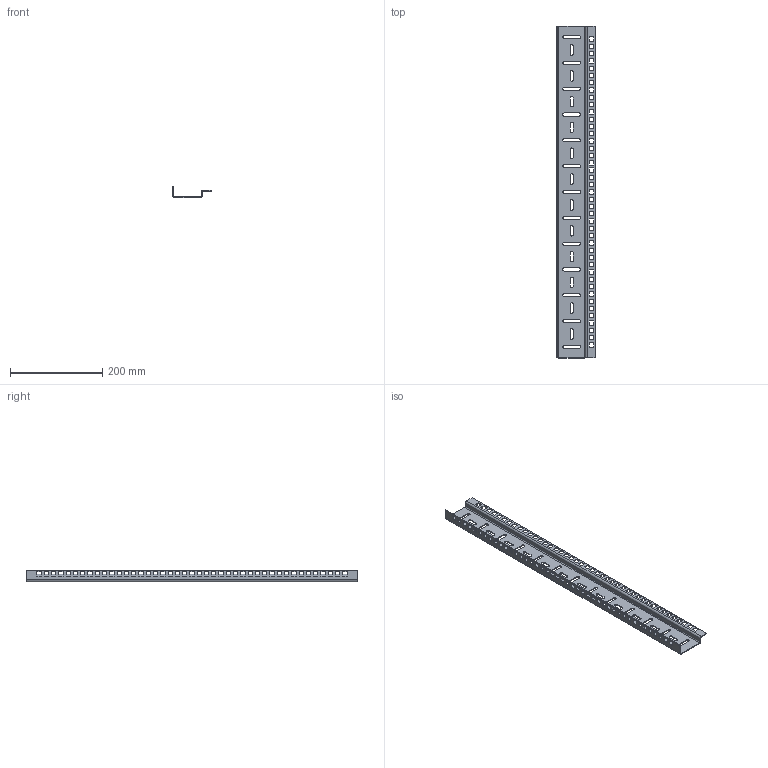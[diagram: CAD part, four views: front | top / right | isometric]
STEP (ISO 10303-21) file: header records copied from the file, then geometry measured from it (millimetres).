
FILE_DESCRIPTION(/* description */ (''),/* implementation_level */ '2;1');
FILE_NAME(/* name */ 'Mounting Profile 19.ipt.step',/* time_stamp */ '2022-11-29T08:41:11+01:00',/* author */ ('diederichbenedict'),/* organization */ (''),/* preprocessor_version */ 'ST-DEVELOPER v18.1',/* originating_system */ 'Autodesk Inventor 2022',/* authorisation */ '');
FILE_SCHEMA (('AUTOMOTIVE_DESIGN { 1 0 10303 214 3 1 1 }'));
Length unit declared in the file: millimetre
Products named in the file (1): Mounting Profile 19
Bounding box: 83 x 720 x 24.5 mm (x, y, z)
Volume: 141387 mm3; surface area: 154607.5 mm2
Topology: 1 solids, 1 shells, 474 faces, 1392 edges, 920 vertices
Faces by surface type: plane 418, cylinder 56
Entity records: 15990 total; most frequent: CARTESIAN_POINT 2787, ORIENTED_EDGE 2784, DIRECTION 2454, EDGE_CURVE 1392, LINE 1280, VECTOR 1280, VERTEX_POINT 920, EDGE_LOOP 696
